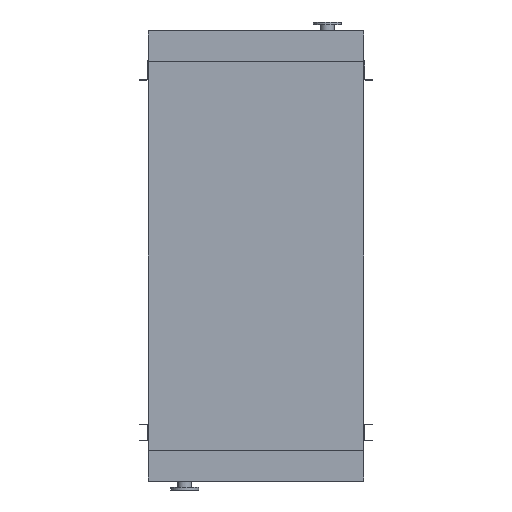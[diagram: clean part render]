
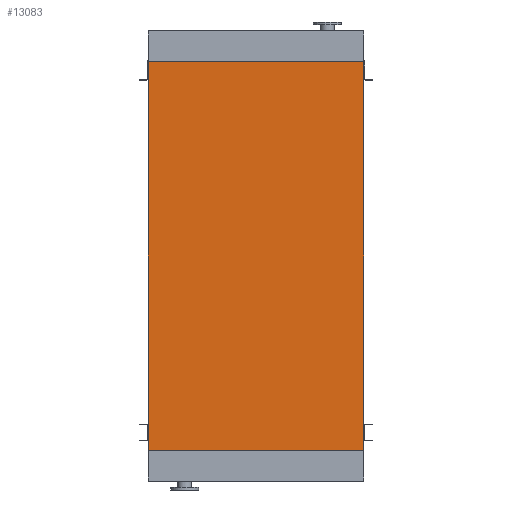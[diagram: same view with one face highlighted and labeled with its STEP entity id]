
A CAD part, front view. The second image highlights one B-rep face of the part: STEP entity #13083.
In plain terms, the highlighted planar face has unit normal (0, -1, 0).
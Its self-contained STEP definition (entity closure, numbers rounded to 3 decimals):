
#187 = ORIENTED_EDGE ( 'NONE', *, *, #2037, .F. ) ;
#419 = PLANE ( 'NONE',  #11213 ) ;
#1005 = VERTEX_POINT ( 'NONE', #7962 ) ;
#1609 = EDGE_LOOP ( 'NONE', ( #8510, #187, #14768, #5019 ) ) ;
#1827 = CARTESIAN_POINT ( 'NONE',  ( -845., 0., -3050. ) ) ;
#1974 = EDGE_CURVE ( 'NONE', #1005, #5230, #15278, .T. ) ;
#2037 = EDGE_CURVE ( 'NONE', #1005, #4986, #12717, .T. ) ;
#3242 = DIRECTION ( 'NONE',  ( 0., -1., 0. ) ) ;
#3730 = CARTESIAN_POINT ( 'NONE',  ( -845., 0., 0. ) ) ;
#4328 = DIRECTION ( 'NONE',  ( 0., 0., -1. ) ) ;
#4955 = EDGE_CURVE ( 'NONE', #5230, #5860, #10012, .T. ) ;
#4986 = VERTEX_POINT ( 'NONE', #3730 ) ;
#5019 = ORIENTED_EDGE ( 'NONE', *, *, #4955, .T. ) ;
#5230 = VERTEX_POINT ( 'NONE', #6498 ) ;
#5254 = CARTESIAN_POINT ( 'NONE',  ( -845., 0., -3050. ) ) ;
#5860 = VERTEX_POINT ( 'NONE', #7200 ) ;
#6412 = CARTESIAN_POINT ( 'NONE',  ( -845., 0., -3050. ) ) ;
#6498 = CARTESIAN_POINT ( 'NONE',  ( 845., 0., -3050. ) ) ;
#6576 = DIRECTION ( 'NONE',  ( 1., 0., 0. ) ) ;
#6946 = DIRECTION ( 'NONE',  ( 1., 0., 0. ) ) ;
#7200 = CARTESIAN_POINT ( 'NONE',  ( 845., 0., 0. ) ) ;
#7215 = DIRECTION ( 'NONE',  ( 0., 0., 1. ) ) ;
#7591 = VECTOR ( 'NONE', #11482, 1000. ) ;
#7962 = CARTESIAN_POINT ( 'NONE',  ( -845., 0., -3050. ) ) ;
#8510 = ORIENTED_EDGE ( 'NONE', *, *, #15713, .F. ) ;
#10012 = LINE ( 'NONE', #15153, #11135 ) ;
#10683 = LINE ( 'NONE', #15886, #13653 ) ;
#11135 = VECTOR ( 'NONE', #7215, 1000. ) ;
#11213 = AXIS2_PLACEMENT_3D ( 'NONE', #1827, #3242, #4328 ) ;
#11482 = DIRECTION ( 'NONE',  ( 0., 0., 1. ) ) ;
#11775 = FACE_OUTER_BOUND ( 'NONE', #1609, .T. ) ;
#12717 = LINE ( 'NONE', #6412, #7591 ) ;
#13083 = ADVANCED_FACE ( 'NONE', ( #11775 ), #419, .T. ) ;
#13653 = VECTOR ( 'NONE', #6946, 1000. ) ;
#14768 = ORIENTED_EDGE ( 'NONE', *, *, #1974, .T. ) ;
#15153 = CARTESIAN_POINT ( 'NONE',  ( 845., 0., -3050. ) ) ;
#15278 = LINE ( 'NONE', #5254, #16315 ) ;
#15713 = EDGE_CURVE ( 'NONE', #4986, #5860, #10683, .T. ) ;
#15886 = CARTESIAN_POINT ( 'NONE',  ( -845., 0., 0. ) ) ;
#16315 = VECTOR ( 'NONE', #6576, 1000. ) ;
